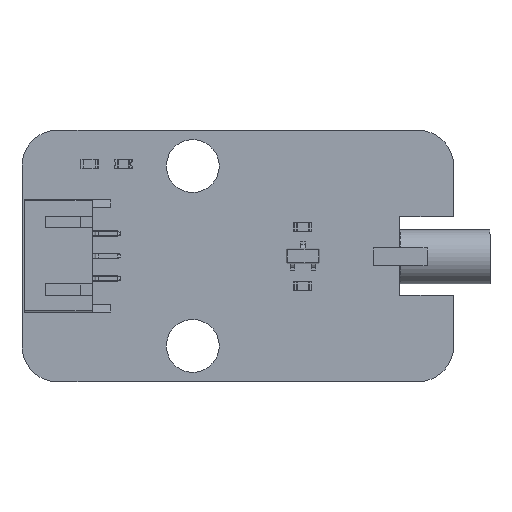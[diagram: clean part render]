
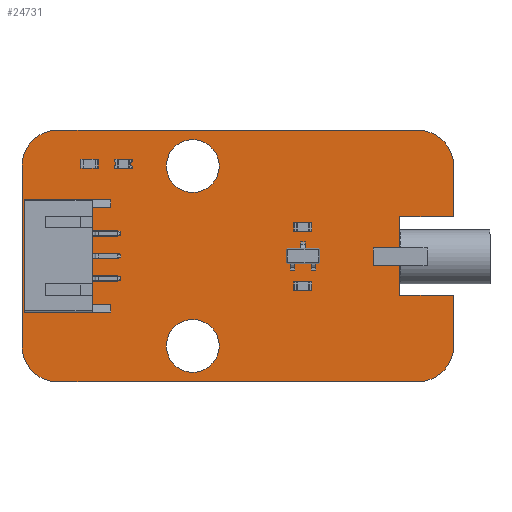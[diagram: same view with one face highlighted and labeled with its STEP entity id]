
A CAD part, top view. The second image highlights one B-rep face of the part: STEP entity #24731.
In plain terms, the highlighted planar face has unit normal (0, 0, 1).
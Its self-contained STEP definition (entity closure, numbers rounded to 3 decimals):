
#24477 = VERTEX_POINT('',#24478);
#24478 = CARTESIAN_POINT('',(118.4,73.3,1.6));
#24484 = EDGE_CURVE('',#24477,#24485,#24487,.T.);
#24485 = VERTEX_POINT('',#24486);
#24486 = CARTESIAN_POINT('',(121.6,70.1,1.6));
#24487 = CIRCLE('',#24488,3.2);
#24488 = AXIS2_PLACEMENT_3D('',#24489,#24490,#24491);
#24489 = CARTESIAN_POINT('',(118.4,70.1,1.6));
#24490 = DIRECTION('',(0.,0.,-1.));
#24491 = DIRECTION('',(0.,1.,0.));
#24519 = VERTEX_POINT('',#24520);
#24520 = CARTESIAN_POINT('',(86.4,73.3,1.6));
#24526 = EDGE_CURVE('',#24519,#24477,#24527,.T.);
#24527 = LINE('',#24528,#24529);
#24528 = CARTESIAN_POINT('',(86.4,73.3,1.6));
#24529 = VECTOR('',#24530,1.);
#24530 = DIRECTION('',(1.,0.,0.));
#24548 = EDGE_CURVE('',#24485,#24549,#24551,.T.);
#24549 = VERTEX_POINT('',#24550);
#24550 = CARTESIAN_POINT('',(121.6,65.6,1.6));
#24551 = LINE('',#24552,#24553);
#24552 = CARTESIAN_POINT('',(121.6,70.1,1.6));
#24553 = VECTOR('',#24554,1.);
#24554 = DIRECTION('',(0.,-1.,0.));
#24731 = ADVANCED_FACE('',(#24732,#24818,#24829,#24840),#24883,.T.);
#24732 = FACE_BOUND('',#24733,.T.);
#24733 = EDGE_LOOP('',(#24734,#24735,#24736,#24745,#24753,#24762,#24770,
    #24779,#24787,#24795,#24803,#24811,#24817));
#24734 = ORIENTED_EDGE('',*,*,#24484,.F.);
#24735 = ORIENTED_EDGE('',*,*,#24526,.F.);
#24736 = ORIENTED_EDGE('',*,*,#24737,.F.);
#24737 = EDGE_CURVE('',#24738,#24519,#24740,.T.);
#24738 = VERTEX_POINT('',#24739);
#24739 = CARTESIAN_POINT('',(83.2,70.1,1.6));
#24740 = CIRCLE('',#24741,3.2);
#24741 = AXIS2_PLACEMENT_3D('',#24742,#24743,#24744);
#24742 = CARTESIAN_POINT('',(86.4,70.1,1.6));
#24743 = DIRECTION('',(0.,0.,-1.));
#24744 = DIRECTION('',(-1.,0.,-0.));
#24745 = ORIENTED_EDGE('',*,*,#24746,.F.);
#24746 = EDGE_CURVE('',#24747,#24738,#24749,.T.);
#24747 = VERTEX_POINT('',#24748);
#24748 = CARTESIAN_POINT('',(83.2,54.1,1.6));
#24749 = LINE('',#24750,#24751);
#24750 = CARTESIAN_POINT('',(83.2,54.1,1.6));
#24751 = VECTOR('',#24752,1.);
#24752 = DIRECTION('',(0.,1.,0.));
#24753 = ORIENTED_EDGE('',*,*,#24754,.F.);
#24754 = EDGE_CURVE('',#24755,#24747,#24757,.T.);
#24755 = VERTEX_POINT('',#24756);
#24756 = CARTESIAN_POINT('',(86.4,50.9,1.6));
#24757 = CIRCLE('',#24758,3.2);
#24758 = AXIS2_PLACEMENT_3D('',#24759,#24760,#24761);
#24759 = CARTESIAN_POINT('',(86.4,54.1,1.6));
#24760 = DIRECTION('',(0.,0.,-1.));
#24761 = DIRECTION('',(0.,-1.,0.));
#24762 = ORIENTED_EDGE('',*,*,#24763,.F.);
#24763 = EDGE_CURVE('',#24764,#24755,#24766,.T.);
#24764 = VERTEX_POINT('',#24765);
#24765 = CARTESIAN_POINT('',(118.4,50.9,1.6));
#24766 = LINE('',#24767,#24768);
#24767 = CARTESIAN_POINT('',(118.4,50.9,1.6));
#24768 = VECTOR('',#24769,1.);
#24769 = DIRECTION('',(-1.,0.,0.));
#24770 = ORIENTED_EDGE('',*,*,#24771,.F.);
#24771 = EDGE_CURVE('',#24772,#24764,#24774,.T.);
#24772 = VERTEX_POINT('',#24773);
#24773 = CARTESIAN_POINT('',(121.6,54.1,1.6));
#24774 = CIRCLE('',#24775,3.2);
#24775 = AXIS2_PLACEMENT_3D('',#24776,#24777,#24778);
#24776 = CARTESIAN_POINT('',(118.4,54.1,1.6));
#24777 = DIRECTION('',(0.,0.,-1.));
#24778 = DIRECTION('',(1.,0.,0.));
#24779 = ORIENTED_EDGE('',*,*,#24780,.F.);
#24780 = EDGE_CURVE('',#24781,#24772,#24783,.T.);
#24781 = VERTEX_POINT('',#24782);
#24782 = CARTESIAN_POINT('',(121.6,58.6,1.6));
#24783 = LINE('',#24784,#24785);
#24784 = CARTESIAN_POINT('',(121.6,58.6,1.6));
#24785 = VECTOR('',#24786,1.);
#24786 = DIRECTION('',(0.,-1.,0.));
#24787 = ORIENTED_EDGE('',*,*,#24788,.F.);
#24788 = EDGE_CURVE('',#24789,#24781,#24791,.T.);
#24789 = VERTEX_POINT('',#24790);
#24790 = CARTESIAN_POINT('',(116.8,58.6,1.6));
#24791 = LINE('',#24792,#24793);
#24792 = CARTESIAN_POINT('',(116.8,58.6,1.6));
#24793 = VECTOR('',#24794,1.);
#24794 = DIRECTION('',(1.,0.,0.));
#24795 = ORIENTED_EDGE('',*,*,#24796,.F.);
#24796 = EDGE_CURVE('',#24797,#24789,#24799,.T.);
#24797 = VERTEX_POINT('',#24798);
#24798 = CARTESIAN_POINT('',(116.8,62.1,1.6));
#24799 = LINE('',#24800,#24801);
#24800 = CARTESIAN_POINT('',(116.8,65.6,1.6));
#24801 = VECTOR('',#24802,1.);
#24802 = DIRECTION('',(0.,-1.,0.));
#24803 = ORIENTED_EDGE('',*,*,#24804,.F.);
#24804 = EDGE_CURVE('',#24805,#24797,#24807,.T.);
#24805 = VERTEX_POINT('',#24806);
#24806 = CARTESIAN_POINT('',(116.8,65.6,1.6));
#24807 = LINE('',#24808,#24809);
#24808 = CARTESIAN_POINT('',(116.8,65.6,1.6));
#24809 = VECTOR('',#24810,1.);
#24810 = DIRECTION('',(0.,-1.,0.));
#24811 = ORIENTED_EDGE('',*,*,#24812,.F.);
#24812 = EDGE_CURVE('',#24549,#24805,#24813,.T.);
#24813 = LINE('',#24814,#24815);
#24814 = CARTESIAN_POINT('',(121.6,65.6,1.6));
#24815 = VECTOR('',#24816,1.);
#24816 = DIRECTION('',(-1.,0.,0.));
#24817 = ORIENTED_EDGE('',*,*,#24548,.F.);
#24818 = FACE_BOUND('',#24819,.T.);
#24819 = EDGE_LOOP('',(#24820));
#24820 = ORIENTED_EDGE('',*,*,#24821,.T.);
#24821 = EDGE_CURVE('',#24822,#24822,#24824,.T.);
#24822 = VERTEX_POINT('',#24823);
#24823 = CARTESIAN_POINT('',(98.4,51.75,1.6));
#24824 = CIRCLE('',#24825,2.35);
#24825 = AXIS2_PLACEMENT_3D('',#24826,#24827,#24828);
#24826 = CARTESIAN_POINT('',(98.4,54.1,1.6));
#24827 = DIRECTION('',(-0.,0.,-1.));
#24828 = DIRECTION('',(-0.,-1.,0.));
#24829 = FACE_BOUND('',#24830,.T.);
#24830 = EDGE_LOOP('',(#24831));
#24831 = ORIENTED_EDGE('',*,*,#24832,.T.);
#24832 = EDGE_CURVE('',#24833,#24833,#24835,.T.);
#24833 = VERTEX_POINT('',#24834);
#24834 = CARTESIAN_POINT('',(98.4,67.75,1.6));
#24835 = CIRCLE('',#24836,2.35);
#24836 = AXIS2_PLACEMENT_3D('',#24837,#24838,#24839);
#24837 = CARTESIAN_POINT('',(98.4,70.1,1.6));
#24838 = DIRECTION('',(-0.,0.,-1.));
#24839 = DIRECTION('',(-0.,-1.,0.));
#24840 = FACE_BOUND('',#24841,.T.);
#24841 = EDGE_LOOP('',(#24842,#24851,#24860,#24868,#24877));
#24842 = ORIENTED_EDGE('',*,*,#24843,.T.);
#24843 = EDGE_CURVE('',#24844,#24797,#24846,.T.);
#24844 = VERTEX_POINT('',#24845);
#24845 = CARTESIAN_POINT('',(116.05,62.85,1.6));
#24846 = CIRCLE('',#24847,0.75);
#24847 = AXIS2_PLACEMENT_3D('',#24848,#24849,#24850);
#24848 = CARTESIAN_POINT('',(116.05,62.1,1.6));
#24849 = DIRECTION('',(-0.,0.,-1.));
#24850 = DIRECTION('',(-0.,-1.,0.));
#24851 = ORIENTED_EDGE('',*,*,#24852,.T.);
#24852 = EDGE_CURVE('',#24797,#24853,#24855,.T.);
#24853 = VERTEX_POINT('',#24854);
#24854 = CARTESIAN_POINT('',(116.05,61.35,1.6));
#24855 = CIRCLE('',#24856,0.75);
#24856 = AXIS2_PLACEMENT_3D('',#24857,#24858,#24859);
#24857 = CARTESIAN_POINT('',(116.05,62.1,1.6));
#24858 = DIRECTION('',(-0.,0.,-1.));
#24859 = DIRECTION('',(-0.,-1.,0.));
#24860 = ORIENTED_EDGE('',*,*,#24861,.T.);
#24861 = EDGE_CURVE('',#24853,#24862,#24864,.T.);
#24862 = VERTEX_POINT('',#24863);
#24863 = CARTESIAN_POINT('',(115.55,61.35,1.6));
#24864 = LINE('',#24865,#24866);
#24865 = CARTESIAN_POINT('',(57.775,61.35,1.6));
#24866 = VECTOR('',#24867,1.);
#24867 = DIRECTION('',(-1.,0.,0.));
#24868 = ORIENTED_EDGE('',*,*,#24869,.T.);
#24869 = EDGE_CURVE('',#24862,#24870,#24872,.T.);
#24870 = VERTEX_POINT('',#24871);
#24871 = CARTESIAN_POINT('',(115.55,62.85,1.6));
#24872 = CIRCLE('',#24873,0.75);
#24873 = AXIS2_PLACEMENT_3D('',#24874,#24875,#24876);
#24874 = CARTESIAN_POINT('',(115.55,62.1,1.6));
#24875 = DIRECTION('',(-0.,0.,-1.));
#24876 = DIRECTION('',(0.,1.,0.));
#24877 = ORIENTED_EDGE('',*,*,#24878,.T.);
#24878 = EDGE_CURVE('',#24870,#24844,#24879,.T.);
#24879 = LINE('',#24880,#24881);
#24880 = CARTESIAN_POINT('',(58.025,62.85,1.6));
#24881 = VECTOR('',#24882,1.);
#24882 = DIRECTION('',(1.,0.,-0.));
#24883 = PLANE('',#24884);
#24884 = AXIS2_PLACEMENT_3D('',#24885,#24886,#24887);
#24885 = CARTESIAN_POINT('',(0.,0.,1.6));
#24886 = DIRECTION('',(0.,0.,1.));
#24887 = DIRECTION('',(1.,0.,-0.));
